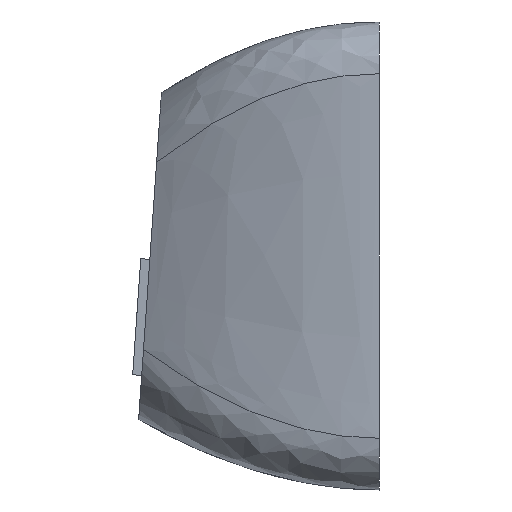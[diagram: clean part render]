
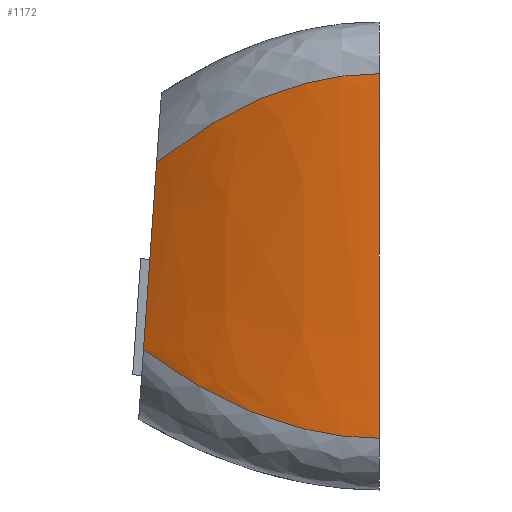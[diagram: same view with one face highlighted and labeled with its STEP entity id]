
A CAD part, left-side view. The second image highlights one B-rep face of the part: STEP entity #1172.
In plain terms, the highlighted free-form (B-spline) face has degree [3, 3] with [4, 4] control points.
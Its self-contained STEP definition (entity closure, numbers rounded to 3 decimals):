
#43=B_SPLINE_SURFACE_WITH_KNOTS('',3,3,((#2238,#2239,#2240,#2241),(#2242,
#2243,#2244,#2245),(#2246,#2247,#2248,#2249),(#2250,#2251,#2252,#2253)),
 .UNSPECIFIED.,.F.,.F.,.F.,(4,4),(4,4),(0.,1.),(0.,1.),.UNSPECIFIED.);
#80=B_SPLINE_CURVE_WITH_KNOTS('',3,(#2234,#2235,#2236,#2237),
 .UNSPECIFIED.,.F.,.F.,(4,4),(0.,1.),.UNSPECIFIED.);
#81=B_SPLINE_CURVE_WITH_KNOTS('',3,(#2254,#2255,#2256,#2257),
 .UNSPECIFIED.,.F.,.F.,(4,4),(0.,1.),.UNSPECIFIED.);
#111=FACE_OUTER_BOUND('',#178,.T.);
#178=EDGE_LOOP('',(#911,#912,#913,#914));
#253=LINE('',#2097,#380);
#258=LINE('',#2118,#385);
#380=VECTOR('',#1354,10.);
#385=VECTOR('',#1371,10.);
#513=VERTEX_POINT('',#2094);
#514=VERTEX_POINT('',#2096);
#523=VERTEX_POINT('',#2115);
#524=VERTEX_POINT('',#2117);
#647=EDGE_CURVE('',#514,#513,#253,.T.);
#657=EDGE_CURVE('',#523,#524,#258,.T.);
#665=EDGE_CURVE('',#523,#514,#80,.T.);
#666=EDGE_CURVE('',#524,#513,#81,.T.);
#911=ORIENTED_EDGE('',*,*,#657,.F.);
#912=ORIENTED_EDGE('',*,*,#665,.T.);
#913=ORIENTED_EDGE('',*,*,#647,.T.);
#914=ORIENTED_EDGE('',*,*,#666,.F.);
#1172=ADVANCED_FACE('',(#111),#43,.F.);
#1354=DIRECTION('',(0.,0.,1.));
#1371=DIRECTION('',(0.,-0.07,0.998));
#2094=CARTESIAN_POINT('',(0.,0.,16.1));
#2096=CARTESIAN_POINT('',(0.,0.,2.));
#2097=CARTESIAN_POINT('',(0.,0.,16.1));
#2115=CARTESIAN_POINT('',(2.7,9.12,5.431));
#2117=CARTESIAN_POINT('',(2.7,8.614,12.669));
#2118=CARTESIAN_POINT('',(2.7,8.614,12.669));
#2234=CARTESIAN_POINT('Ctrl Pts',(2.7,9.12,5.431));
#2235=CARTESIAN_POINT('Ctrl Pts',(0.9,6.08,3.144));
#2236=CARTESIAN_POINT('Ctrl Pts',(0.,2.956,
2.));
#2237=CARTESIAN_POINT('Ctrl Pts',(0.,0.,
2.));
#2238=CARTESIAN_POINT('Ctrl Pts',(2.7,9.12,5.431));
#2239=CARTESIAN_POINT('Ctrl Pts',(0.9,6.08,3.144));
#2240=CARTESIAN_POINT('Ctrl Pts',(0.,2.956,
2.));
#2241=CARTESIAN_POINT('Ctrl Pts',(0.,0.,
2.));
#2242=CARTESIAN_POINT('Ctrl Pts',(2.7,9.022,6.841));
#2243=CARTESIAN_POINT('Ctrl Pts',(0.939,6.014,4.776));
#2244=CARTESIAN_POINT('Ctrl Pts',(0.,2.956,
3.047));
#2245=CARTESIAN_POINT('Ctrl Pts',(0.,0.,
3.047));
#2246=CARTESIAN_POINT('Ctrl Pts',(2.7,8.713,11.259));
#2247=CARTESIAN_POINT('Ctrl Pts',(0.939,5.808,13.324));
#2248=CARTESIAN_POINT('Ctrl Pts',(0.,2.956,
15.053));
#2249=CARTESIAN_POINT('Ctrl Pts',(0.,0.,
15.053));
#2250=CARTESIAN_POINT('Ctrl Pts',(2.7,8.614,12.669));
#2251=CARTESIAN_POINT('Ctrl Pts',(0.9,5.743,14.956));
#2252=CARTESIAN_POINT('Ctrl Pts',(0.,2.956,
16.1));
#2253=CARTESIAN_POINT('Ctrl Pts',(0.,0.,16.1));
#2254=CARTESIAN_POINT('Ctrl Pts',(2.7,8.614,12.669));
#2255=CARTESIAN_POINT('Ctrl Pts',(0.9,5.743,14.956));
#2256=CARTESIAN_POINT('Ctrl Pts',(0.,2.956,
16.1));
#2257=CARTESIAN_POINT('Ctrl Pts',(0.,0.,16.1));
